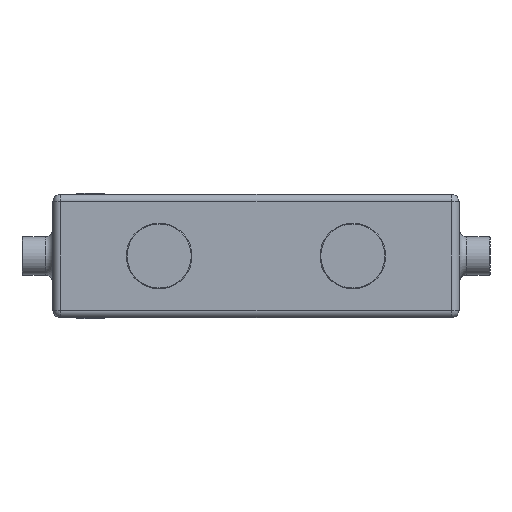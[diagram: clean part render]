
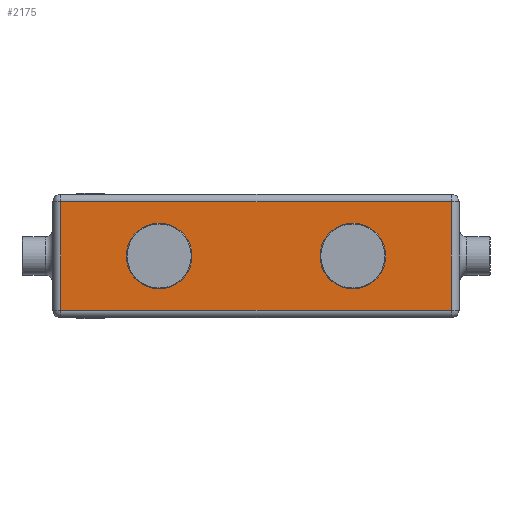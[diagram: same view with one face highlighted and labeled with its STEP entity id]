
A CAD part, left-side view. The second image highlights one B-rep face of the part: STEP entity #2175.
In plain terms, the highlighted planar face has unit normal (-1, 0, 0).
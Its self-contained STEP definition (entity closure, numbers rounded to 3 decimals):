
#105 = CARTESIAN_POINT ( 'NONE',  ( -40., -62.5, 0. ) ) ;
#900 = AXIS2_PLACEMENT_3D ( 'NONE', #10798, #20448, #1303 ) ;
#1058 = ORIENTED_EDGE ( 'NONE', *, *, #6272, .T. ) ;
#1303 = DIRECTION ( 'NONE',  ( 0., 0., -1. ) ) ;
#1608 = LINE ( 'NONE', #22776, #10609 ) ;
#2175 = ADVANCED_FACE ( 'NONE', ( #16184, #8056, #3897 ), #10738, .F. ) ;
#2190 = ORIENTED_EDGE ( 'NONE', *, *, #23612, .T. ) ;
#2798 = DIRECTION ( 'NONE',  ( 0., 0., -1. ) ) ;
#2863 = EDGE_LOOP ( 'NONE', ( #22491, #13175 ) ) ;
#2909 = AXIS2_PLACEMENT_3D ( 'NONE', #24167, #8883, #2798 ) ;
#3243 = DIRECTION ( 'NONE',  ( -1., 0., 0. ) ) ;
#3332 = AXIS2_PLACEMENT_3D ( 'NONE', #11242, #22651, #18951 ) ;
#3897 = FACE_BOUND ( 'NONE', #10134, .T. ) ;
#4063 = VECTOR ( 'NONE', #12311, 1000. ) ;
#4641 = CARTESIAN_POINT ( 'NONE',  ( -40., 126., 35. ) ) ;
#5414 = CARTESIAN_POINT ( 'NONE',  ( -40., 62.5, 0. ) ) ;
#5600 = DIRECTION ( 'NONE',  ( 0., 0., 1. ) ) ;
#6272 = EDGE_CURVE ( 'NONE', #11322, #8285, #1608, .T. ) ;
#6366 = VERTEX_POINT ( 'NONE', #20360 ) ;
#6431 = EDGE_LOOP ( 'NONE', ( #1058, #9970, #2190, #12095 ) ) ;
#7224 = CARTESIAN_POINT ( 'NONE',  ( -40., 62.5, 21.2 ) ) ;
#7333 = VERTEX_POINT ( 'NONE', #4641 ) ;
#7929 = LINE ( 'NONE', #19919, #4063 ) ;
#8056 = FACE_BOUND ( 'NONE', #2863, .T. ) ;
#8285 = VERTEX_POINT ( 'NONE', #12304 ) ;
#8883 = DIRECTION ( 'NONE',  ( 1., 0., 0. ) ) ;
#9086 = DIRECTION ( 'NONE',  ( 0., 0., -1. ) ) ;
#9620 = CARTESIAN_POINT ( 'NONE',  ( -40., -131., 35. ) ) ;
#9660 = DIRECTION ( 'NONE',  ( 0., 0., -1. ) ) ;
#9970 = ORIENTED_EDGE ( 'NONE', *, *, #10660, .T. ) ;
#10134 = EDGE_LOOP ( 'NONE', ( #23304, #20584 ) ) ;
#10188 = LINE ( 'NONE', #11476, #17992 ) ;
#10507 = EDGE_CURVE ( 'NONE', #22968, #6366, #17115, .T. ) ;
#10609 = VECTOR ( 'NONE', #22690, 1000. ) ;
#10660 = EDGE_CURVE ( 'NONE', #8285, #20301, #10188, .T. ) ;
#10738 = PLANE ( 'NONE',  #2909 ) ;
#10798 = CARTESIAN_POINT ( 'NONE',  ( -40., 62.5, 0. ) ) ;
#10999 = EDGE_CURVE ( 'NONE', #16230, #24540, #12594, .T. ) ;
#11242 = CARTESIAN_POINT ( 'NONE',  ( -40., -62.5, 0. ) ) ;
#11322 = VERTEX_POINT ( 'NONE', #22132 ) ;
#11476 = CARTESIAN_POINT ( 'NONE',  ( -40., -126., 40. ) ) ;
#12041 = CARTESIAN_POINT ( 'NONE',  ( -40., -62.5, 21.2 ) ) ;
#12095 = ORIENTED_EDGE ( 'NONE', *, *, #13784, .T. ) ;
#12304 = CARTESIAN_POINT ( 'NONE',  ( -40., -126., -35. ) ) ;
#12311 = DIRECTION ( 'NONE',  ( 0., 0., -1. ) ) ;
#12594 = CIRCLE ( 'NONE', #3332, 21.2 ) ;
#13175 = ORIENTED_EDGE ( 'NONE', *, *, #14161, .F. ) ;
#13784 = EDGE_CURVE ( 'NONE', #7333, #11322, #7929, .T. ) ;
#14161 = EDGE_CURVE ( 'NONE', #24540, #16230, #17243, .T. ) ;
#15881 = AXIS2_PLACEMENT_3D ( 'NONE', #5414, #3243, #9086 ) ;
#16184 = FACE_OUTER_BOUND ( 'NONE', #6431, .T. ) ;
#16230 = VERTEX_POINT ( 'NONE', #12041 ) ;
#16382 = VECTOR ( 'NONE', #21382, 1000. ) ;
#17115 = CIRCLE ( 'NONE', #900, 21.2 ) ;
#17243 = CIRCLE ( 'NONE', #24293, 21.2 ) ;
#17472 = DIRECTION ( 'NONE',  ( -1., 0., 0. ) ) ;
#17600 = LINE ( 'NONE', #9620, #16382 ) ;
#17992 = VECTOR ( 'NONE', #5600, 1000. ) ;
#18951 = DIRECTION ( 'NONE',  ( 0., 0., -1. ) ) ;
#19879 = CARTESIAN_POINT ( 'NONE',  ( -40., -126., 35. ) ) ;
#19919 = CARTESIAN_POINT ( 'NONE',  ( -40., 126., 40. ) ) ;
#20301 = VERTEX_POINT ( 'NONE', #19879 ) ;
#20360 = CARTESIAN_POINT ( 'NONE',  ( -40., 62.5, -21.2 ) ) ;
#20448 = DIRECTION ( 'NONE',  ( -1., 0., 0. ) ) ;
#20584 = ORIENTED_EDGE ( 'NONE', *, *, #21838, .F. ) ;
#21382 = DIRECTION ( 'NONE',  ( 0., 1., 0. ) ) ;
#21838 = EDGE_CURVE ( 'NONE', #6366, #22968, #24421, .T. ) ;
#22132 = CARTESIAN_POINT ( 'NONE',  ( -40., 126., -35. ) ) ;
#22491 = ORIENTED_EDGE ( 'NONE', *, *, #10999, .F. ) ;
#22651 = DIRECTION ( 'NONE',  ( -1., 0., 0. ) ) ;
#22690 = DIRECTION ( 'NONE',  ( 0., -1., 0. ) ) ;
#22776 = CARTESIAN_POINT ( 'NONE',  ( -40., -131., -35. ) ) ;
#22918 = CARTESIAN_POINT ( 'NONE',  ( -40., -62.5, -21.2 ) ) ;
#22968 = VERTEX_POINT ( 'NONE', #7224 ) ;
#23304 = ORIENTED_EDGE ( 'NONE', *, *, #10507, .F. ) ;
#23612 = EDGE_CURVE ( 'NONE', #20301, #7333, #17600, .T. ) ;
#24167 = CARTESIAN_POINT ( 'NONE',  ( -40., -131., 40. ) ) ;
#24293 = AXIS2_PLACEMENT_3D ( 'NONE', #105, #17472, #9660 ) ;
#24421 = CIRCLE ( 'NONE', #15881, 21.2 ) ;
#24540 = VERTEX_POINT ( 'NONE', #22918 ) ;
